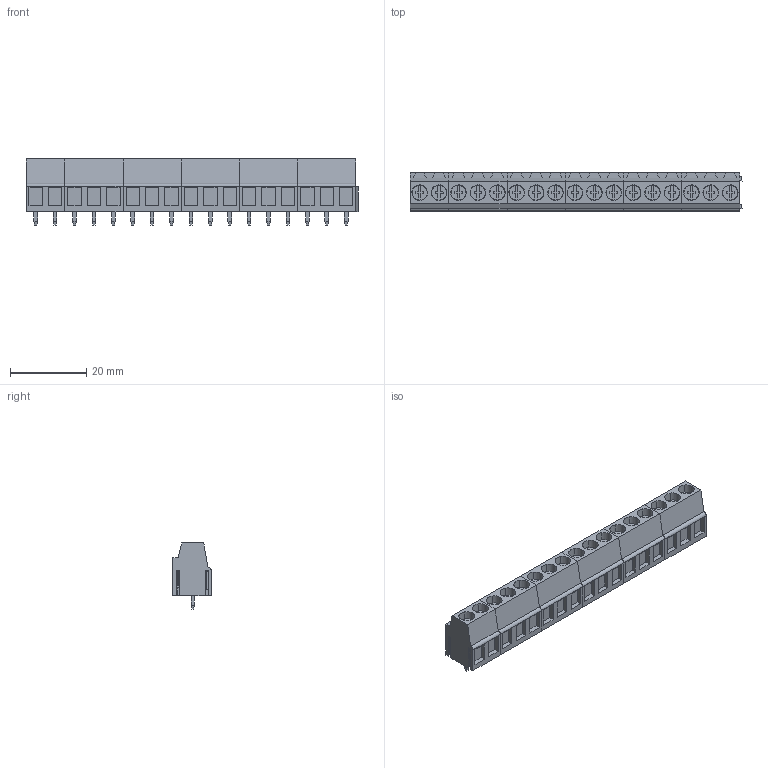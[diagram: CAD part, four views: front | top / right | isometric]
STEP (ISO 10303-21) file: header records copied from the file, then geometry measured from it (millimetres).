
FILE_DESCRIPTION(('CATIA V5 STEP Exchange','CAx-IF Rec.Pracs.--- Model Styling and Organization---1.2---2011-12-15'),'2;1');
FILE_NAME ('D1465137_0_9994260000_9994260000.stp','2018-03-31T09:28:43+00:00',('none'),('Weidmueller'),'CATIA Version 5-6 Release 2014','CATIA V5 STEP AP214','none');
FILE_SCHEMA(('AUTOMOTIVE_DESIGN { 1 0 10303 214 1 1 1 1 }'));
Length unit declared in the file: millimetre
Products named in the file (1): 9994260000
Bounding box: 86.91 x 10 x 17.3 mm (x, y, z)
Volume: 8331.8 mm3; surface area: 10004.2 mm2
Topology: 40 solids, 40 shells, 1539 faces, 4105 edges, 2714 vertices
Faces by surface type: plane 1295, cylinder 244
Entity records: 47325 total; most frequent: CARTESIAN_POINT 9510, ORIENTED_EDGE 8210, DIRECTION 6887, EDGE_CURVE 4105, VECTOR 3379, LINE 3379, VERTEX_POINT 2714, AXIS2_PLACEMENT_3D 1969
